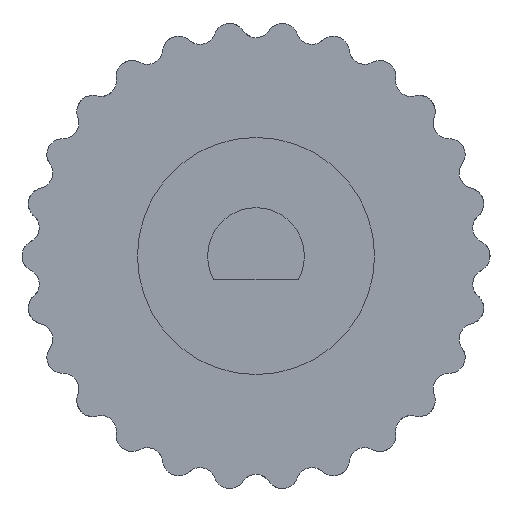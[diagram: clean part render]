
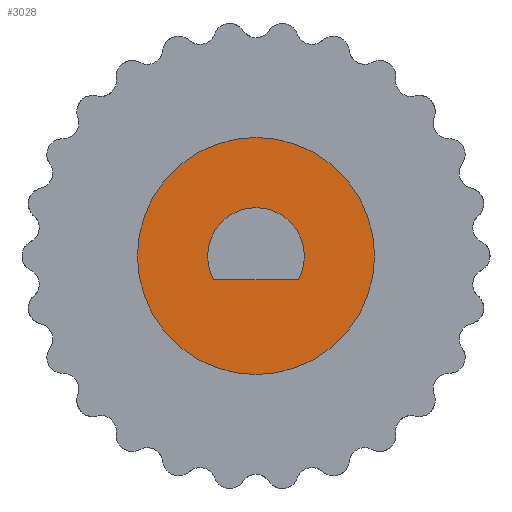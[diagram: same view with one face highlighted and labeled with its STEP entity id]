
A CAD part, front view. The second image highlights one B-rep face of the part: STEP entity #3028.
In plain terms, the highlighted planar face has unit normal (0, -1, 0).
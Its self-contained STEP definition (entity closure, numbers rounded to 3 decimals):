
#270=FACE_BOUND('',#460,.T.);
#276=PLANE('',#3217);
#286=FACE_OUTER_BOUND('',#459,.T.);
#459=EDGE_LOOP('',(#1935));
#460=EDGE_LOOP('',(#1936,#1937));
#638=LINE('',#4146,#805);
#805=VECTOR('',#3476,10.);
#972=CIRCLE('',#3216,7.6);
#973=CIRCLE('',#3218,3.1);
#1107=VERTEX_POINT('',#4140);
#1108=VERTEX_POINT('',#4144);
#1109=VERTEX_POINT('',#4145);
#1438=EDGE_CURVE('',#1107,#1107,#972,.T.);
#1439=EDGE_CURVE('',#1108,#1109,#638,.T.);
#1440=EDGE_CURVE('',#1109,#1108,#973,.T.);
#1935=ORIENTED_EDGE('',*,*,#1438,.F.);
#1936=ORIENTED_EDGE('',*,*,#1439,.F.);
#1937=ORIENTED_EDGE('',*,*,#1440,.F.);
#3028=ADVANCED_FACE('',(#286,#270),#276,.T.);
#3216=AXIS2_PLACEMENT_3D('',#4142,#3472,#3473);
#3217=AXIS2_PLACEMENT_3D('',#4143,#3474,#3475);
#3218=AXIS2_PLACEMENT_3D('',#4147,#3477,#3478);
#3472=DIRECTION('center_axis',(0.,1.,0.));
#3473=DIRECTION('ref_axis',(1.,0.,0.));
#3474=DIRECTION('center_axis',(0.,-1.,0.));
#3475=DIRECTION('ref_axis',(1.,0.,0.));
#3476=DIRECTION('',(1.,0.,0.));
#3477=DIRECTION('center_axis',(0.,-1.,0.));
#3478=DIRECTION('ref_axis',(1.,0.,0.));
#4140=CARTESIAN_POINT('',(-7.6,2.,0.));
#4142=CARTESIAN_POINT('Origin',(0.,2.,0.));
#4143=CARTESIAN_POINT('Origin',(0.,2.,0.));
#4144=CARTESIAN_POINT('',(-2.693,2.,-1.536));
#4145=CARTESIAN_POINT('',(2.693,2.,-1.536));
#4146=CARTESIAN_POINT('',(-1.019,2.,-1.536));
#4147=CARTESIAN_POINT('Origin',(0.,2.,0.));
